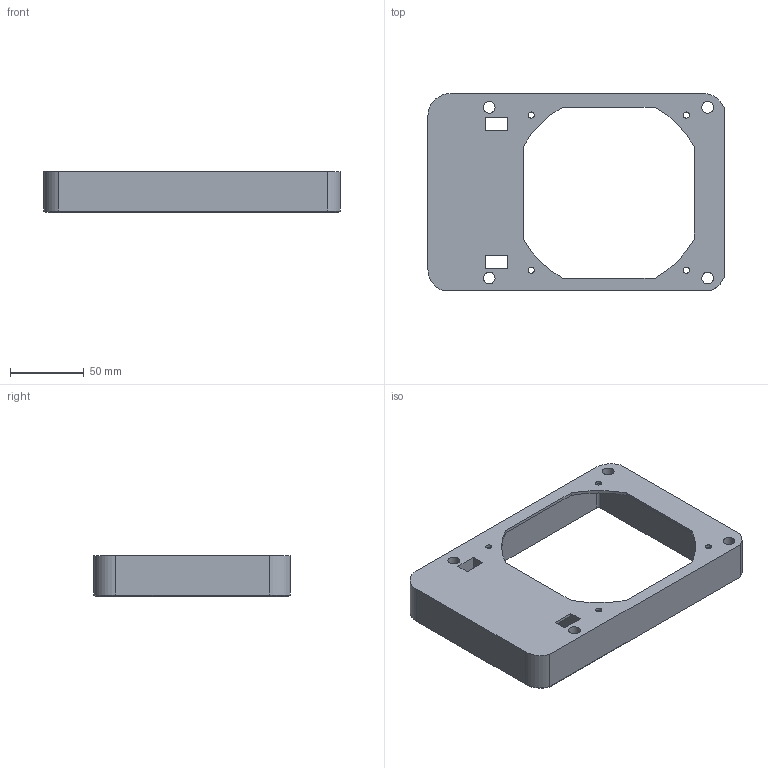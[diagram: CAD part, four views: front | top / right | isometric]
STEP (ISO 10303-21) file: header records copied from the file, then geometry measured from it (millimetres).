
FILE_DESCRIPTION(/* description */ ('STEP AP242','CAx-IF Rec.Pracs.---Representation and Presentation of Product Manufacturing Information (PMI)---4.0---2014-10-13','CAx-IF Rec.Pracs.---3D Tessellated Geometry---0.4---2014-09-14','2;1'),/* implementation_level */ '2;1');
FILE_NAME(/* name */ 'Case - bottom insert',/* time_stamp */ '2024-07-06T05:16:58Z',/* author */ (''),/* organization */ (''),/* preprocessor_version */ 'ST-DEVELOPER v20',/* originating_system */ ' ',/* authorisation */ ' ');
FILE_SCHEMA (('AP242_MANAGED_MODEL_BASED_3D_ENGINEERING_MIM_LF { 1 0 10303 442 1 1 4 }'));
Length unit declared in the file: metre
Products named in the file (1): bottom insert
Bounding box: 201.2 x 133.7 x 27.85 mm (x, y, z)
Volume: 231656.6 mm3; surface area: 69306.2 mm2
Topology: 1 solids, 1 shells, 97 faces, 255 edges, 172 vertices
Faces by surface type: plane 56, cylinder 37, cone 4
Full cylindrical faces by diameter (mm): 2 x1, 4.2 x4, 5.4 x10, 8 x4
Entity records: 2864 total; most frequent: DIRECTION 492, CARTESIAN_POINT 490, ORIENTED_EDGE 444, EDGE_CURVE 222, AXIS2_PLACEMENT_3D 176, VERTEX_POINT 158, EDGE_LOOP 150, FACE_BOUND 150
